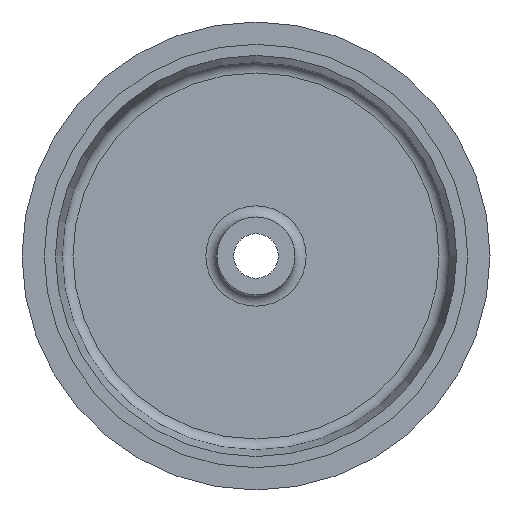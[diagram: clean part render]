
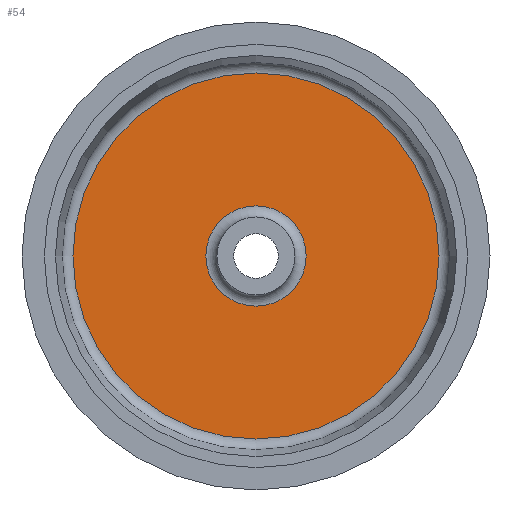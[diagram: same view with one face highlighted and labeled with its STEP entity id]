
A CAD part, left-side view. The second image highlights one B-rep face of the part: STEP entity #54.
In plain terms, the highlighted planar face has unit normal (-1, 0, 0).
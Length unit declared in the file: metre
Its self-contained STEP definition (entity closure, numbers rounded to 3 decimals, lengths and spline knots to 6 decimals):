
#54 = ADVANCED_FACE( '', ( #125, #126 ), #127, .T. );
#125 = FACE_OUTER_BOUND( '', #228, .T. );
#126 = FACE_BOUND( '', #229, .T. );
#127 = PLANE( '', #230 );
#228 = EDGE_LOOP( '', ( #331 ) );
#229 = EDGE_LOOP( '', ( #332 ) );
#230 = AXIS2_PLACEMENT_3D( '', #333, #334, #335 );
#331 = ORIENTED_EDGE( '', *, *, #466, .T. );
#332 = ORIENTED_EDGE( '', *, *, #463, .T. );
#333 = CARTESIAN_POINT( '', ( 0.429288, 0.547067, 0.478643 ) );
#334 = DIRECTION( '', ( -1., 0., 0. ) );
#335 = DIRECTION( '', ( 0., -1., 0. ) );
#463 = EDGE_CURVE( '', #515, #515, #516, .F. );
#466 = EDGE_CURVE( '', #520, #520, #521, .T. );
#515 = VERTEX_POINT( '', #587 );
#516 = CIRCLE( '', #588, 0.028575 );
#520 = VERTEX_POINT( '', #592 );
#521 = CIRCLE( '', #593, 0.104323 );
#587 = CARTESIAN_POINT( '', ( 0.429288, 0.973484, 0.104775 ) );
#588 = AXIS2_PLACEMENT_3D( '', #660, #661, #662 );
#592 = CARTESIAN_POINT( '', ( 0.429288, 0.973484, 0.180523 ) );
#593 = AXIS2_PLACEMENT_3D( '', #666, #667, #668 );
#660 = CARTESIAN_POINT( '', ( 0.429288, 0.973484, 0.0762 ) );
#661 = DIRECTION( '', ( -1., 0., 0. ) );
#662 = DIRECTION( '', ( 0., 0., 1. ) );
#666 = CARTESIAN_POINT( '', ( 0.429288, 0.973484, 0.0762 ) );
#667 = DIRECTION( '', ( -1., 0., 0. ) );
#668 = DIRECTION( '', ( 0., 0., 1. ) );
